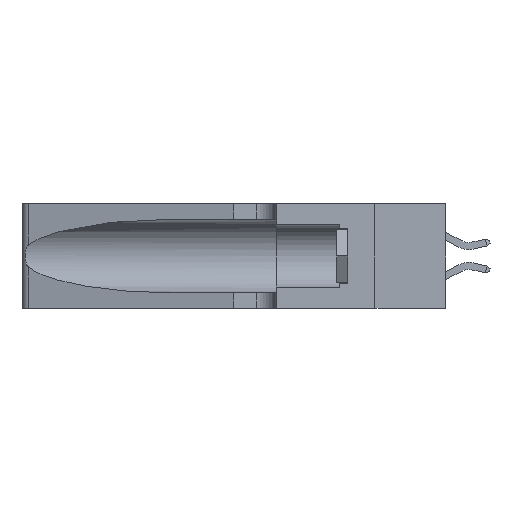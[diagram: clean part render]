
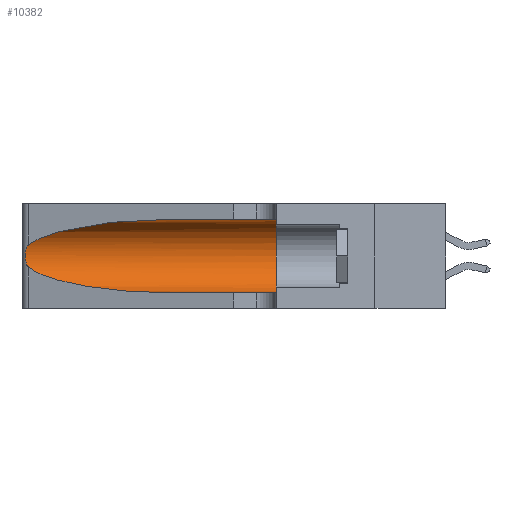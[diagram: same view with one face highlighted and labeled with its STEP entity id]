
A CAD part, left-side view. The second image highlights one B-rep face of the part: STEP entity #10382.
In plain terms, the highlighted cylindrical face has radius 3.308 mm (diameter 6.617 mm), a partial arc.
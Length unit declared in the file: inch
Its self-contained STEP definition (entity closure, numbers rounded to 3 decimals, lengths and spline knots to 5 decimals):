
#1075 = VERTEX_POINT ( 'NONE', #27360 ) ;
#1467 = LINE ( 'NONE', #22376, #3000 ) ;
#1715 = VERTEX_POINT ( 'NONE', #32488 ) ;
#2227 = AXIS2_PLACEMENT_3D ( 'NONE', #5487, #39005, #12005 ) ;
#3000 = VECTOR ( 'NONE', #3289, 39.37008 ) ;
#3253 = ORIENTED_EDGE ( 'NONE', *, *, #3280, .F. ) ;
#3280 = EDGE_CURVE ( 'NONE', #31477, #1075, #1467, .T. ) ;
#3289 = DIRECTION ( 'NONE',  ( 0., -1., 0. ) ) ;
#3784 = CARTESIAN_POINT ( 'NONE',  ( 0.25487, 1.22718, 0.14631 ) ) ;
#4066 = CARTESIAN_POINT ( 'NONE',  ( 0.1305, 0.72297, 0.05475 ) ) ;
#4386 = VERTEX_POINT ( 'NONE', #40913 ) ;
#5487 = CARTESIAN_POINT ( 'NONE',  ( 0.1305, 1.61858, 0.185 ) ) ;
#5906 = CARTESIAN_POINT ( 'NONE',  ( 0.26075, 1.23896, 0.19203 ) ) ;
#6052 = CARTESIAN_POINT ( 'NONE',  ( 0.25487, 1.22718, 0.22369 ) ) ;
#6231 = CARTESIAN_POINT ( 'NONE',  ( 0.1305, 1.61858, 0.05475 ) ) ;
#6461 =( BOUNDED_CURVE ( )  B_SPLINE_CURVE ( 3, ( #3784, #13814, #30615, #4066 ),
 .UNSPECIFIED., .F., .F. ) 
 B_SPLINE_CURVE_WITH_KNOTS ( ( 4, 4 ),
 ( 3.44316, 4.71239 ),
 .UNSPECIFIED. ) 
 CURVE ( )  GEOMETRIC_REPRESENTATION_ITEM ( )  RATIONAL_B_SPLINE_CURVE ( ( 1., 0.87, 0.87, 1. ) ) 
 REPRESENTATION_ITEM ( '' )  );
#7772 = ORIENTED_EDGE ( 'NONE', *, *, #35363, .T. ) ;
#7871 = CARTESIAN_POINT ( 'NONE',  ( 0.18966, 0.96281, 0.31525 ) ) ;
#8310 = CARTESIAN_POINT ( 'NONE',  ( 0.2373, 1.15595, 0.28018 ) ) ;
#8818 = ORIENTED_EDGE ( 'NONE', *, *, #37199, .T. ) ;
#8958 = CARTESIAN_POINT ( 'NONE',  ( 0.25787, 1.23484, 0.2124 ) ) ;
#9252 = CARTESIAN_POINT ( 'NONE',  ( 0.25856, 1.23593, 0.16098 ) ) ;
#9381 = CARTESIAN_POINT ( 'NONE',  ( 0.25639, 1.23186, 0.15144 ) ) ;
#9631 = CARTESIAN_POINT ( 'NONE',  ( 0.1305, 0.35, 0.185 ) ) ;
#10382 = ADVANCED_FACE ( 'NONE', ( #15934 ), #41547, .F. ) ;
#11231 = CARTESIAN_POINT ( 'NONE',  ( 0.1305, 0.72297, 0.31525 ) ) ;
#11592 = EDGE_CURVE ( 'NONE', #25402, #4386, #17953, .T. ) ;
#12005 = DIRECTION ( 'NONE',  ( 0., 0., -1. ) ) ;
#12731 = VECTOR ( 'NONE', #42808, 39.37008 ) ;
#12898 = AXIS2_PLACEMENT_3D ( 'NONE', #9631, #19802, #36816 ) ;
#13303 = EDGE_LOOP ( 'NONE', ( #25028, #8818, #7772, #22137, #20898, #3253 ) ) ;
#13814 = CARTESIAN_POINT ( 'NONE',  ( 0.2373, 1.15595, 0.08982 ) ) ;
#14149 =( BOUNDED_CURVE ( )  B_SPLINE_CURVE ( 3, ( #11231, #7871, #8310, #18037 ),
 .UNSPECIFIED., .F., .F. ) 
 B_SPLINE_CURVE_WITH_KNOTS ( ( 4, 4 ),
 ( 1.5708, 2.84003 ),
 .UNSPECIFIED. ) 
 CURVE ( )  GEOMETRIC_REPRESENTATION_ITEM ( )  RATIONAL_B_SPLINE_CURVE ( ( 1., 0.87, 0.87, 1. ) ) 
 REPRESENTATION_ITEM ( '' )  );
#15934 = FACE_OUTER_BOUND ( 'NONE', #13303, .T. ) ;
#17953 = LINE ( 'NONE', #6231, #12731 ) ;
#18037 = CARTESIAN_POINT ( 'NONE',  ( 0.25487, 1.22718, 0.22369 ) ) ;
#19135 = CARTESIAN_POINT ( 'NONE',  ( 0.25555, 1.22994, 0.2215 ) ) ;
#19802 = DIRECTION ( 'NONE',  ( 0., 1., 0. ) ) ;
#20898 = ORIENTED_EDGE ( 'NONE', *, *, #22637, .F. ) ;
#22137 = ORIENTED_EDGE ( 'NONE', *, *, #11592, .T. ) ;
#22339 = CARTESIAN_POINT ( 'NONE',  ( 0.25639, 1.23184, 0.21858 ) ) ;
#22376 = CARTESIAN_POINT ( 'NONE',  ( 0.1305, 1.61858, 0.31525 ) ) ;
#22637 = EDGE_CURVE ( 'NONE', #1075, #4386, #31527, .T. ) ;
#25028 = ORIENTED_EDGE ( 'NONE', *, *, #27586, .T. ) ;
#25402 = VERTEX_POINT ( 'NONE', #43023 ) ;
#27360 = CARTESIAN_POINT ( 'NONE',  ( 0.1305, 0.35, 0.31525 ) ) ;
#27408 = CARTESIAN_POINT ( 'NONE',  ( 0.1305, 0.72297, 0.31525 ) ) ;
#27586 = EDGE_CURVE ( 'NONE', #31477, #1715, #14149, .T. ) ;
#29226 = CARTESIAN_POINT ( 'NONE',  ( 0.26075, 1.23896, 0.178 ) ) ;
#29378 = CARTESIAN_POINT ( 'NONE',  ( 0.25789, 1.23486, 0.15765 ) ) ;
#29519 = CARTESIAN_POINT ( 'NONE',  ( 0.25487, 1.22718, 0.14631 ) ) ;
#30615 = CARTESIAN_POINT ( 'NONE',  ( 0.18966, 0.96281, 0.05475 ) ) ;
#31477 = VERTEX_POINT ( 'NONE', #27408 ) ;
#31527 = CIRCLE ( 'NONE', #12898, 0.13025 ) ;
#32488 = CARTESIAN_POINT ( 'NONE',  ( 0.25487, 1.22718, 0.22369 ) ) ;
#32586 = CARTESIAN_POINT ( 'NONE',  ( 0.25555, 1.22993, 0.14849 ) ) ;
#34248 = B_SPLINE_CURVE_WITH_KNOTS ( 'NONE', 3,
 ( #6052, #19135, #22339, #8958, #42494, #35824, #5906, #29226, #42637, #9252, #29378, #9381, #32586, #43078 ),
 .UNSPECIFIED., .F., .F.,
 ( 4, 2, 2, 2, 2, 2, 4 ),
 ( 0., 0.00027, 0.00053, 0.00107, 0.0016, 0.00187, 0.00214 ),
 .UNSPECIFIED. ) ;
#35363 = EDGE_CURVE ( 'NONE', #37165, #25402, #6461, .T. ) ;
#35824 = CARTESIAN_POINT ( 'NONE',  ( 0.26018, 1.23835, 0.19895 ) ) ;
#36816 = DIRECTION ( 'NONE',  ( 0., 0., 1. ) ) ;
#37165 = VERTEX_POINT ( 'NONE', #29519 ) ;
#37199 = EDGE_CURVE ( 'NONE', #1715, #37165, #34248, .T. ) ;
#39005 = DIRECTION ( 'NONE',  ( 0., -1., 0. ) ) ;
#40913 = CARTESIAN_POINT ( 'NONE',  ( 0.1305, 0.35, 0.05475 ) ) ;
#41547 = CYLINDRICAL_SURFACE ( 'NONE', #2227, 0.13025 ) ;
#42494 = CARTESIAN_POINT ( 'NONE',  ( 0.25854, 1.2359, 0.20912 ) ) ;
#42637 = CARTESIAN_POINT ( 'NONE',  ( 0.26017, 1.23833, 0.17102 ) ) ;
#42808 = DIRECTION ( 'NONE',  ( 0., -1., 0. ) ) ;
#43023 = CARTESIAN_POINT ( 'NONE',  ( 0.1305, 0.72297, 0.05475 ) ) ;
#43078 = CARTESIAN_POINT ( 'NONE',  ( 0.25487, 1.22718, 0.14631 ) ) ;
